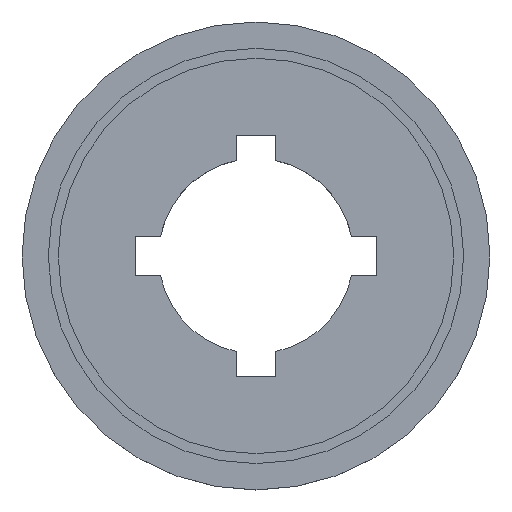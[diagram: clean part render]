
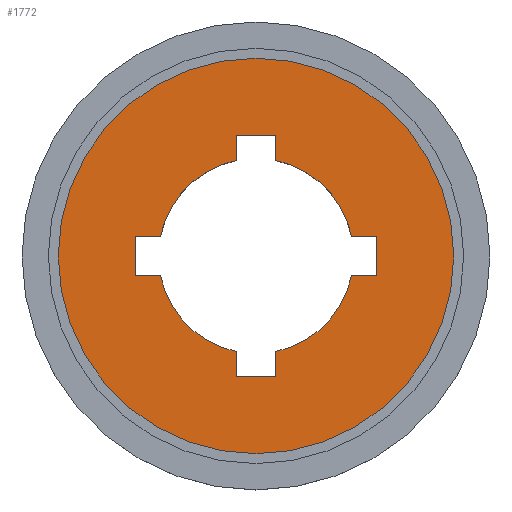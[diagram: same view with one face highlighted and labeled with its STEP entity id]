
A CAD part, top view. The second image highlights one B-rep face of the part: STEP entity #1772.
In plain terms, the highlighted planar face has unit normal (0, 0, 1).
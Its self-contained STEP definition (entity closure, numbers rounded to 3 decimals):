
#1243 = EDGE_CURVE('',#1244,#1244,#1246,.T.);
#1244 = VERTEX_POINT('',#1245);
#1245 = CARTESIAN_POINT('',(15.,0.,21.));
#1246 = CIRCLE('',#1247,15.);
#1247 = AXIS2_PLACEMENT_3D('',#1248,#1249,#1250);
#1248 = CARTESIAN_POINT('',(0.,0.,21.));
#1249 = DIRECTION('',(0.,0.,1.));
#1250 = DIRECTION('',(1.,0.,0.));
#1278 = VERTEX_POINT('',#1279);
#1279 = CARTESIAN_POINT('',(-1.5,-7.246,21.));
#1285 = EDGE_CURVE('',#1286,#1278,#1288,.T.);
#1286 = VERTEX_POINT('',#1287);
#1287 = CARTESIAN_POINT('',(-1.5,-9.146,21.));
#1288 = LINE('',#1289,#1290);
#1289 = CARTESIAN_POINT('',(-1.5,-3.623,21.));
#1290 = VECTOR('',#1291,1.);
#1291 = DIRECTION('',(0.,1.,0.));
#1309 = EDGE_CURVE('',#1310,#1286,#1312,.T.);
#1310 = VERTEX_POINT('',#1311);
#1311 = CARTESIAN_POINT('',(1.5,-9.146,21.));
#1312 = LINE('',#1313,#1314);
#1313 = CARTESIAN_POINT('',(-0.75,-9.146,21.));
#1314 = VECTOR('',#1315,1.);
#1315 = DIRECTION('',(-1.,0.,0.));
#1333 = EDGE_CURVE('',#1334,#1310,#1336,.T.);
#1334 = VERTEX_POINT('',#1335);
#1335 = CARTESIAN_POINT('',(1.5,-7.246,21.));
#1336 = LINE('',#1337,#1338);
#1337 = CARTESIAN_POINT('',(1.5,-4.573,21.));
#1338 = VECTOR('',#1339,1.);
#1339 = DIRECTION('',(0.,-1.,0.));
#1407 = VERTEX_POINT('',#1408);
#1408 = CARTESIAN_POINT('',(7.246,-1.5,21.));
#1414 = EDGE_CURVE('',#1415,#1407,#1417,.T.);
#1415 = VERTEX_POINT('',#1416);
#1416 = CARTESIAN_POINT('',(9.146,-1.5,21.));
#1417 = LINE('',#1418,#1419);
#1418 = CARTESIAN_POINT('',(3.623,-1.5,21.));
#1419 = VECTOR('',#1420,1.);
#1420 = DIRECTION('',(-1.,0.,0.));
#1438 = EDGE_CURVE('',#1439,#1415,#1441,.T.);
#1439 = VERTEX_POINT('',#1440);
#1440 = CARTESIAN_POINT('',(9.146,1.5,21.));
#1441 = LINE('',#1442,#1443);
#1442 = CARTESIAN_POINT('',(9.146,-0.75,21.));
#1443 = VECTOR('',#1444,1.);
#1444 = DIRECTION('',(0.,-1.,0.));
#1462 = EDGE_CURVE('',#1463,#1439,#1465,.T.);
#1463 = VERTEX_POINT('',#1464);
#1464 = CARTESIAN_POINT('',(7.246,1.5,21.));
#1465 = LINE('',#1466,#1467);
#1466 = CARTESIAN_POINT('',(4.573,1.5,21.));
#1467 = VECTOR('',#1468,1.);
#1468 = DIRECTION('',(1.,0.,0.));
#1536 = VERTEX_POINT('',#1537);
#1537 = CARTESIAN_POINT('',(1.5,7.246,21.));
#1543 = EDGE_CURVE('',#1544,#1536,#1546,.T.);
#1544 = VERTEX_POINT('',#1545);
#1545 = CARTESIAN_POINT('',(1.5,9.146,21.));
#1546 = LINE('',#1547,#1548);
#1547 = CARTESIAN_POINT('',(1.5,3.623,21.));
#1548 = VECTOR('',#1549,1.);
#1549 = DIRECTION('',(0.,-1.,0.));
#1567 = EDGE_CURVE('',#1568,#1544,#1570,.T.);
#1568 = VERTEX_POINT('',#1569);
#1569 = CARTESIAN_POINT('',(-1.5,9.146,21.));
#1570 = LINE('',#1571,#1572);
#1571 = CARTESIAN_POINT('',(0.75,9.146,21.));
#1572 = VECTOR('',#1573,1.);
#1573 = DIRECTION('',(1.,0.,0.));
#1591 = EDGE_CURVE('',#1592,#1568,#1594,.T.);
#1592 = VERTEX_POINT('',#1593);
#1593 = CARTESIAN_POINT('',(-1.5,7.246,21.));
#1594 = LINE('',#1595,#1596);
#1595 = CARTESIAN_POINT('',(-1.5,4.573,21.));
#1596 = VECTOR('',#1597,1.);
#1597 = DIRECTION('',(0.,1.,0.));
#1665 = VERTEX_POINT('',#1666);
#1666 = CARTESIAN_POINT('',(-7.246,1.5,21.));
#1672 = EDGE_CURVE('',#1673,#1665,#1675,.T.);
#1673 = VERTEX_POINT('',#1674);
#1674 = CARTESIAN_POINT('',(-9.146,1.5,21.));
#1675 = LINE('',#1676,#1677);
#1676 = CARTESIAN_POINT('',(-3.623,1.5,21.));
#1677 = VECTOR('',#1678,1.);
#1678 = DIRECTION('',(1.,0.,0.));
#1696 = EDGE_CURVE('',#1697,#1673,#1699,.T.);
#1697 = VERTEX_POINT('',#1698);
#1698 = CARTESIAN_POINT('',(-9.146,-1.5,21.));
#1699 = LINE('',#1700,#1701);
#1700 = CARTESIAN_POINT('',(-9.146,0.75,21.));
#1701 = VECTOR('',#1702,1.);
#1702 = DIRECTION('',(0.,1.,0.));
#1720 = EDGE_CURVE('',#1721,#1697,#1723,.T.);
#1721 = VERTEX_POINT('',#1722);
#1722 = CARTESIAN_POINT('',(-7.246,-1.5,21.));
#1723 = LINE('',#1724,#1725);
#1724 = CARTESIAN_POINT('',(-4.573,-1.5,21.));
#1725 = VECTOR('',#1726,1.);
#1726 = DIRECTION('',(-1.,0.,0.));
#1772 = ADVANCED_FACE('',(#1773,#1776),#1818,.T.);
#1773 = FACE_BOUND('',#1774,.T.);
#1774 = EDGE_LOOP('',(#1775));
#1775 = ORIENTED_EDGE('',*,*,#1243,.T.);
#1776 = FACE_BOUND('',#1777,.T.);
#1777 = EDGE_LOOP('',(#1778,#1779,#1786,#1787,#1788,#1789,#1796,#1797,
    #1798,#1799,#1806,#1807,#1808,#1809,#1816,#1817));
#1778 = ORIENTED_EDGE('',*,*,#1285,.T.);
#1779 = ORIENTED_EDGE('',*,*,#1780,.T.);
#1780 = EDGE_CURVE('',#1278,#1721,#1781,.T.);
#1781 = CIRCLE('',#1782,7.4);
#1782 = AXIS2_PLACEMENT_3D('',#1783,#1784,#1785);
#1783 = CARTESIAN_POINT('',(0.,0.,21.));
#1784 = DIRECTION('',(0.,0.,-1.));
#1785 = DIRECTION('',(1.,0.,0.));
#1786 = ORIENTED_EDGE('',*,*,#1720,.T.);
#1787 = ORIENTED_EDGE('',*,*,#1696,.T.);
#1788 = ORIENTED_EDGE('',*,*,#1672,.T.);
#1789 = ORIENTED_EDGE('',*,*,#1790,.T.);
#1790 = EDGE_CURVE('',#1665,#1592,#1791,.T.);
#1791 = CIRCLE('',#1792,7.4);
#1792 = AXIS2_PLACEMENT_3D('',#1793,#1794,#1795);
#1793 = CARTESIAN_POINT('',(0.,0.,21.));
#1794 = DIRECTION('',(0.,0.,-1.));
#1795 = DIRECTION('',(1.,0.,0.));
#1796 = ORIENTED_EDGE('',*,*,#1591,.T.);
#1797 = ORIENTED_EDGE('',*,*,#1567,.T.);
#1798 = ORIENTED_EDGE('',*,*,#1543,.T.);
#1799 = ORIENTED_EDGE('',*,*,#1800,.T.);
#1800 = EDGE_CURVE('',#1536,#1463,#1801,.T.);
#1801 = CIRCLE('',#1802,7.4);
#1802 = AXIS2_PLACEMENT_3D('',#1803,#1804,#1805);
#1803 = CARTESIAN_POINT('',(0.,0.,21.));
#1804 = DIRECTION('',(0.,0.,-1.));
#1805 = DIRECTION('',(1.,0.,0.));
#1806 = ORIENTED_EDGE('',*,*,#1462,.T.);
#1807 = ORIENTED_EDGE('',*,*,#1438,.T.);
#1808 = ORIENTED_EDGE('',*,*,#1414,.T.);
#1809 = ORIENTED_EDGE('',*,*,#1810,.T.);
#1810 = EDGE_CURVE('',#1407,#1334,#1811,.T.);
#1811 = CIRCLE('',#1812,7.4);
#1812 = AXIS2_PLACEMENT_3D('',#1813,#1814,#1815);
#1813 = CARTESIAN_POINT('',(0.,0.,21.));
#1814 = DIRECTION('',(0.,0.,-1.));
#1815 = DIRECTION('',(1.,0.,0.));
#1816 = ORIENTED_EDGE('',*,*,#1333,.T.);
#1817 = ORIENTED_EDGE('',*,*,#1309,.T.);
#1818 = PLANE('',#1819);
#1819 = AXIS2_PLACEMENT_3D('',#1820,#1821,#1822);
#1820 = CARTESIAN_POINT('',(0.,0.,21.));
#1821 = DIRECTION('',(0.,0.,1.));
#1822 = DIRECTION('',(1.,0.,0.));
